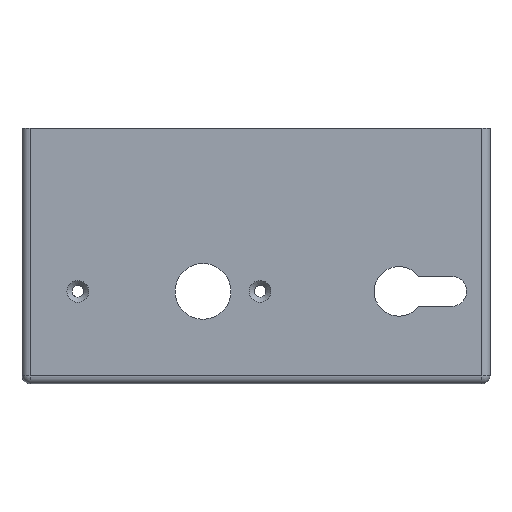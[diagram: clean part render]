
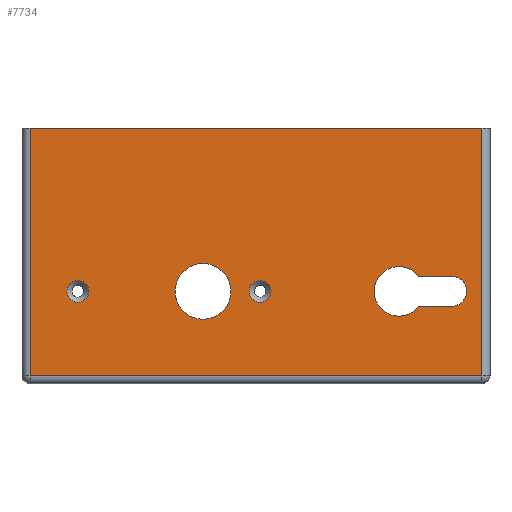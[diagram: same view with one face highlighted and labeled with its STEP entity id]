
A CAD part, left-side view. The second image highlights one B-rep face of the part: STEP entity #7734.
In plain terms, the highlighted planar face has unit normal (-1, 0, 0).
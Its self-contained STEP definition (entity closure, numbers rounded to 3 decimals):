
#118 = ORIENTED_EDGE ( 'NONE', *, *, #735, .F. ) ;
#735 = EDGE_CURVE ( 'NONE', #4740, #4740, #2556, .T. ) ;
#1064 = ORIENTED_EDGE ( 'NONE', *, *, #8272, .T. ) ;
#1343 = DIRECTION ( 'NONE',  ( 0., -1., 0. ) ) ;
#1354 = VERTEX_POINT ( 'NONE', #11606 ) ;
#1536 = CIRCLE ( 'NONE', #5960, 5.5 ) ;
#1576 = EDGE_CURVE ( 'NONE', #6384, #6591, #4871, .T. ) ;
#1615 = CARTESIAN_POINT ( 'NONE',  ( -15., -1.5, -13. ) ) ;
#2000 = FACE_BOUND ( 'NONE', #4483, .T. ) ;
#2194 = PLANE ( 'NONE',  #9326 ) ;
#2346 = CIRCLE ( 'NONE', #7654, 9.1 ) ;
#2367 = VECTOR ( 'NONE', #11390, 1000. ) ;
#2396 = ORIENTED_EDGE ( 'NONE', *, *, #6986, .T. ) ;
#2413 = DIRECTION ( 'NONE',  ( 0., 1., 0. ) ) ;
#2556 = CIRCLE ( 'NONE', #10879, 4. ) ;
#2603 = VERTEX_POINT ( 'NONE', #8457 ) ;
#2698 = DIRECTION ( 'NONE',  ( 0., 0., -1. ) ) ;
#3076 = CARTESIAN_POINT ( 'NONE',  ( -15., 86., -44. ) ) ;
#3253 = DIRECTION ( 'NONE',  ( 0., 1., 0. ) ) ;
#3361 = FACE_OUTER_BOUND ( 'NONE', #4602, .T. ) ;
#3443 = CARTESIAN_POINT ( 'NONE',  ( -15., 65.5, -13. ) ) ;
#3581 = EDGE_LOOP ( 'NONE', ( #10620 ) ) ;
#3646 = CARTESIAN_POINT ( 'NONE',  ( -15., -83., 47. ) ) ;
#3665 = DIRECTION ( 'NONE',  ( 0., 0., 1. ) ) ;
#3741 = VERTEX_POINT ( 'NONE', #10496 ) ;
#3813 = ORIENTED_EDGE ( 'NONE', *, *, #1576, .F. ) ;
#4376 = VECTOR ( 'NONE', #12539, 1000. ) ;
#4483 = EDGE_LOOP ( 'NONE', ( #118 ) ) ;
#4497 = DIRECTION ( 'NONE',  ( 0., 1., 0. ) ) ;
#4536 = CARTESIAN_POINT ( 'NONE',  ( -15., 83., -44. ) ) ;
#4602 = EDGE_LOOP ( 'NONE', ( #1064, #9373, #3813, #7932 ) ) ;
#4739 = DIRECTION ( 'NONE',  ( 0., 0., 1. ) ) ;
#4740 = VERTEX_POINT ( 'NONE', #7541 ) ;
#4747 = CARTESIAN_POINT ( 'NONE',  ( -15., -71.9, -7.5 ) ) ;
#4871 = LINE ( 'NONE', #9553, #4376 ) ;
#4889 = CARTESIAN_POINT ( 'NONE',  ( -15., -59.75, -18.5 ) ) ;
#5281 = EDGE_CURVE ( 'NONE', #9730, #7529, #2346, .T. ) ;
#5300 = CARTESIAN_POINT ( 'NONE',  ( -15., -59.75, -7.5 ) ) ;
#5414 = ORIENTED_EDGE ( 'NONE', *, *, #8623, .T. ) ;
#5434 = CARTESIAN_POINT ( 'NONE',  ( -15., -52.5, -13. ) ) ;
#5453 = CIRCLE ( 'NONE', #9106, 10.25 ) ;
#5479 = VECTOR ( 'NONE', #1343, 1000. ) ;
#5884 = ORIENTED_EDGE ( 'NONE', *, *, #10131, .T. ) ;
#5939 = VECTOR ( 'NONE', #7871, 1000. ) ;
#5960 = AXIS2_PLACEMENT_3D ( 'NONE', #9427, #6390, #2413 ) ;
#6054 = FACE_BOUND ( 'NONE', #8456, .T. ) ;
#6384 = VERTEX_POINT ( 'NONE', #11853 ) ;
#6390 = DIRECTION ( 'NONE',  ( 1., 0., 0. ) ) ;
#6429 = ORIENTED_EDGE ( 'NONE', *, *, #5281, .T. ) ;
#6480 = DIRECTION ( 'NONE',  ( 0., 0., 1. ) ) ;
#6591 = VERTEX_POINT ( 'NONE', #13017 ) ;
#6662 = FACE_BOUND ( 'NONE', #8096, .T. ) ;
#6986 = EDGE_CURVE ( 'NONE', #7304, #3741, #1536, .T. ) ;
#7006 = CARTESIAN_POINT ( 'NONE',  ( -15., -71.9, -7.5 ) ) ;
#7304 = VERTEX_POINT ( 'NONE', #7006 ) ;
#7529 = VERTEX_POINT ( 'NONE', #5300 ) ;
#7541 = CARTESIAN_POINT ( 'NONE',  ( -15., -1.5, -9. ) ) ;
#7654 = AXIS2_PLACEMENT_3D ( 'NONE', #5434, #12587, #9561 ) ;
#7734 = ADVANCED_FACE ( 'NONE', ( #2000, #8105, #6054, #6662, #3361 ), #2194, .F. ) ;
#7765 = EDGE_CURVE ( 'NONE', #6384, #10489, #12994, .T. ) ;
#7871 = DIRECTION ( 'NONE',  ( 0., -1., 0. ) ) ;
#7932 = ORIENTED_EDGE ( 'NONE', *, *, #7765, .T. ) ;
#8096 = EDGE_LOOP ( 'NONE', ( #5884 ) ) ;
#8105 = FACE_BOUND ( 'NONE', #3581, .T. ) ;
#8235 = DIRECTION ( 'NONE',  ( 1., 0., 0. ) ) ;
#8272 = EDGE_CURVE ( 'NONE', #10489, #2603, #11752, .T. ) ;
#8335 = EDGE_CURVE ( 'NONE', #1354, #1354, #9732, .T. ) ;
#8456 = EDGE_LOOP ( 'NONE', ( #12072, #2396, #5414, #6429 ) ) ;
#8457 = CARTESIAN_POINT ( 'NONE',  ( -15., -83., -44. ) ) ;
#8623 = EDGE_CURVE ( 'NONE', #3741, #9730, #9415, .T. ) ;
#8626 = DIRECTION ( 'NONE',  ( -1., 0., 0. ) ) ;
#8930 = EDGE_CURVE ( 'NONE', #7529, #7304, #11589, .T. ) ;
#8933 = VECTOR ( 'NONE', #4739, 1000. ) ;
#9106 = AXIS2_PLACEMENT_3D ( 'NONE', #9456, #11413, #4497 ) ;
#9187 = CARTESIAN_POINT ( 'NONE',  ( -15., 86., 47. ) ) ;
#9326 = AXIS2_PLACEMENT_3D ( 'NONE', #9187, #8235, #3253 ) ;
#9373 = ORIENTED_EDGE ( 'NONE', *, *, #9551, .T. ) ;
#9415 = LINE ( 'NONE', #10434, #2367 ) ;
#9427 = CARTESIAN_POINT ( 'NONE',  ( -15., -71.9, -13. ) ) ;
#9456 = CARTESIAN_POINT ( 'NONE',  ( -15., 19.5, -13. ) ) ;
#9551 = EDGE_CURVE ( 'NONE', #2603, #6591, #12532, .T. ) ;
#9553 = CARTESIAN_POINT ( 'NONE',  ( -15., 86., 47. ) ) ;
#9561 = DIRECTION ( 'NONE',  ( 0., 1., 0. ) ) ;
#9730 = VERTEX_POINT ( 'NONE', #4889 ) ;
#9732 = CIRCLE ( 'NONE', #11861, 4. ) ;
#10131 = EDGE_CURVE ( 'NONE', #12974, #12974, #5453, .T. ) ;
#10434 = CARTESIAN_POINT ( 'NONE',  ( -15., -59.75, -18.5 ) ) ;
#10448 = VECTOR ( 'NONE', #2698, 1000. ) ;
#10489 = VERTEX_POINT ( 'NONE', #4536 ) ;
#10496 = CARTESIAN_POINT ( 'NONE',  ( -15., -71.9, -18.5 ) ) ;
#10620 = ORIENTED_EDGE ( 'NONE', *, *, #8335, .F. ) ;
#10879 = AXIS2_PLACEMENT_3D ( 'NONE', #1615, #8626, #3665 ) ;
#11304 = CARTESIAN_POINT ( 'NONE',  ( -15., 83., 47. ) ) ;
#11390 = DIRECTION ( 'NONE',  ( 0., 1., 0. ) ) ;
#11413 = DIRECTION ( 'NONE',  ( 1., 0., 0. ) ) ;
#11482 = DIRECTION ( 'NONE',  ( -1., 0., 0. ) ) ;
#11589 = LINE ( 'NONE', #4747, #5939 ) ;
#11606 = CARTESIAN_POINT ( 'NONE',  ( -15., 65.5, -9. ) ) ;
#11752 = LINE ( 'NONE', #3076, #5479 ) ;
#11853 = CARTESIAN_POINT ( 'NONE',  ( -15., 83., 47. ) ) ;
#11861 = AXIS2_PLACEMENT_3D ( 'NONE', #3443, #11482, #6480 ) ;
#12072 = ORIENTED_EDGE ( 'NONE', *, *, #8930, .T. ) ;
#12532 = LINE ( 'NONE', #3646, #8933 ) ;
#12539 = DIRECTION ( 'NONE',  ( 0., -1., 0. ) ) ;
#12583 = CARTESIAN_POINT ( 'NONE',  ( -15., 29.75, -13. ) ) ;
#12587 = DIRECTION ( 'NONE',  ( 1., 0., 0. ) ) ;
#12974 = VERTEX_POINT ( 'NONE', #12583 ) ;
#12994 = LINE ( 'NONE', #11304, #10448 ) ;
#13017 = CARTESIAN_POINT ( 'NONE',  ( -15., -83., 47. ) ) ;
